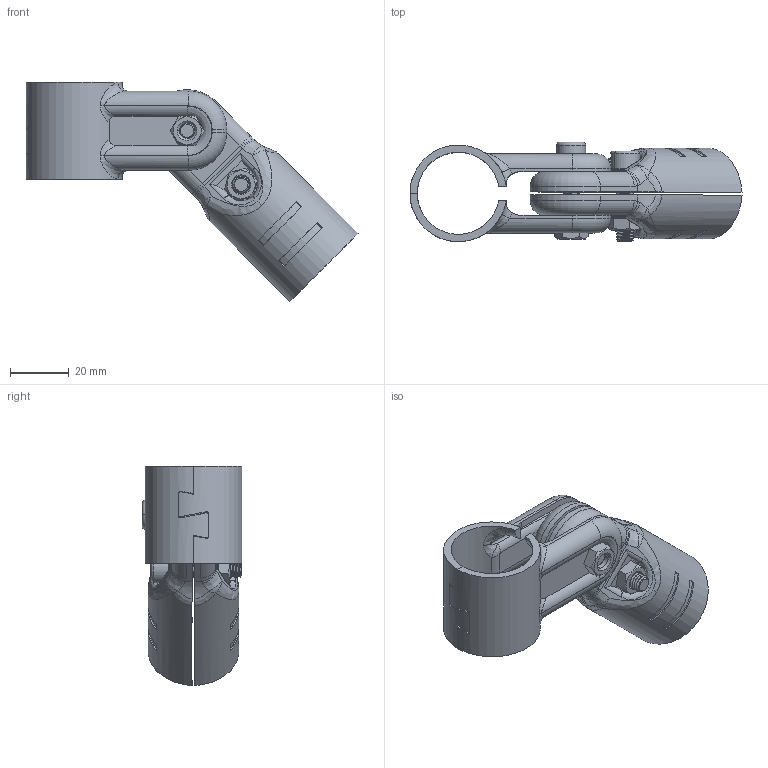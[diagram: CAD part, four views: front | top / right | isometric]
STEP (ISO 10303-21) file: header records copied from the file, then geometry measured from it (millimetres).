
FILE_DESCRIPTION (( 'STEP AP214' ), '1' );
FILE_NAME ('B301 Ñîåäèíèòåëü òðóáíûé, Ô28, 7B.STEP', '2023-11-07T12:22:43', ( '' ), ( '' ), 'SwSTEP 2.0', 'SolidWorks 2022', '' );
FILE_SCHEMA (( 'AUTOMOTIVE_DESIGN' ));
Length unit declared in the file: millimetre
Products named in the file (1): B301 Соединитель трубный, Ф28, 7B
Bounding box: 113.29 x 34 x 74.79 mm (x, y, z)
Volume: 30524.7 mm3; surface area: 28468.6 mm2
Topology: 8 solids, 8 shells, 562 faces, 1418 edges, 888 vertices
Faces by surface type: cylinder 258, plane 150, bspline 84, torus 44, cone 18, sphere 8
Entity records: 39227 total; most frequent: CARTESIAN_POINT 20617, ORIENTED_EDGE 2836, DIRECTION 2156, EDGE_CURVE 1418, VERTEX_POINT 888, AXIS2_PLACEMENT_3D 815, EDGE_LOOP 594, UNCERTAINTY_MEASURE_WITH_UNIT 572
